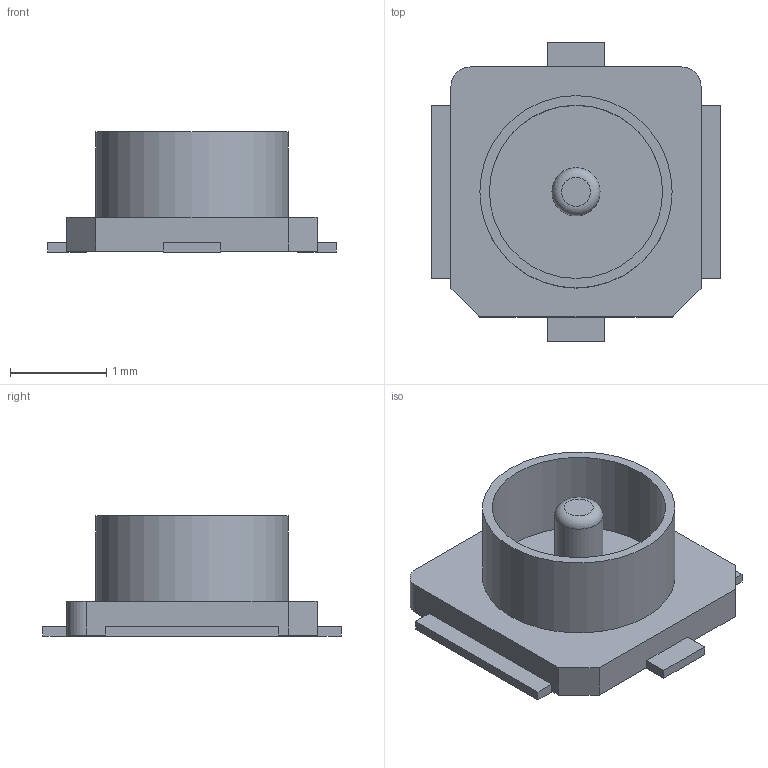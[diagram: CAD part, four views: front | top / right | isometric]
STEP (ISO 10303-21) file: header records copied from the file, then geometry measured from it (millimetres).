
FILE_DESCRIPTION(('FreeCAD Model'),'2;1');
FILE_NAME('Coaxial_RF_Socket_SMT.step','2021-02-10T23:56:40',('kicad StepUp'),( 'ksu MCAD'),'Open CASCADE STEP processor 7.3','FreeCAD','Unknown');
FILE_SCHEMA(('AUTOMOTIVE_DESIGN { 1 0 10303 214 1 1 1 1 }'));
Length unit declared in the file: millimetre
Products named in the file (1): Coaxial_RF_Socket_SMT
Bounding box: 3 x 3.1 x 1.25 mm (x, y, z)
Volume: 3.2 mm3; surface area: 31.1 mm2
Topology: 1 solids, 1 shells, 43 faces, 113 edges, 75 vertices
Faces by surface type: plane 35, cylinder 7, torus 1
Full cylindrical faces by diameter (mm): 0.5 x1, 1.8 x1, 2 x1
Entity records: 1629 total; most frequent: CARTESIAN_POINT 232, ORIENTED_EDGE 226, DIRECTION 217, EDGE_CURVE 113, LINE 97, VECTOR 97, VERTEX_POINT 75, AXIS2_PLACEMENT_3D 60
